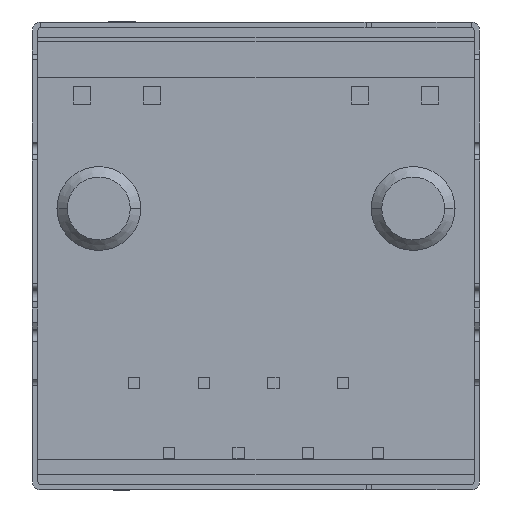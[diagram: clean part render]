
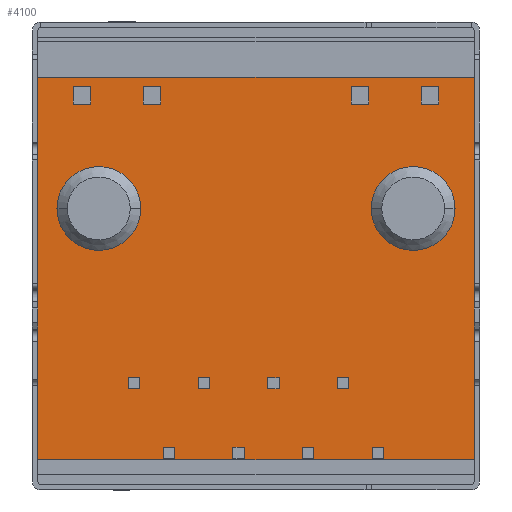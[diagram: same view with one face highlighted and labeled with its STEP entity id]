
A CAD part, front view. The second image highlights one B-rep face of the part: STEP entity #4100.
In plain terms, the highlighted planar face has unit normal (0, -1, 0).
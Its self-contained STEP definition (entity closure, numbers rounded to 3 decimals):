
#178 = CIRCLE ( 'NONE', #1502, 1.524 ) ;
#466 = CIRCLE ( 'NONE', #9137, 1.524 ) ;
#471 = EDGE_CURVE ( 'NONE', #5281, #9345, #5150, .T. ) ;
#887 = CARTESIAN_POINT ( 'NONE',  ( -7.928, 0.25, -7.409 ) ) ;
#938 = ORIENTED_EDGE ( 'NONE', *, *, #1565, .F. ) ;
#989 = VERTEX_POINT ( 'NONE', #9167 ) ;
#1091 = ORIENTED_EDGE ( 'NONE', *, *, #4716, .F. ) ;
#1189 = VECTOR ( 'NONE', #6849, 1000. ) ;
#1427 = DIRECTION ( 'NONE',  ( 0., 0., 1. ) ) ;
#1445 = CARTESIAN_POINT ( 'NONE',  ( -7.928, 0.25, 6.505 ) ) ;
#1502 = AXIS2_PLACEMENT_3D ( 'NONE', #2670, #9732, #8041 ) ;
#1565 = EDGE_CURVE ( 'NONE', #989, #1696, #4278, .T. ) ;
#1684 = ORIENTED_EDGE ( 'NONE', *, *, #471, .F. ) ;
#1696 = VERTEX_POINT ( 'NONE', #1445 ) ;
#2271 = DIRECTION ( 'NONE',  ( -1., 0., 0. ) ) ;
#2318 = FACE_BOUND ( 'NONE', #7531, .T. ) ;
#2670 = CARTESIAN_POINT ( 'NONE',  ( -5.715, 0.25, 1.727 ) ) ;
#3048 = FACE_BOUND ( 'NONE', #6686, .T. ) ;
#3263 = DIRECTION ( 'NONE',  ( 0., 0., 1. ) ) ;
#3301 = VERTEX_POINT ( 'NONE', #6071 ) ;
#3369 = DIRECTION ( 'NONE',  ( 0., -1., 0. ) ) ;
#3436 = LINE ( 'NONE', #9618, #3738 ) ;
#3509 = DIRECTION ( 'NONE',  ( 0., -1., 0. ) ) ;
#3554 = LINE ( 'NONE', #6688, #7846 ) ;
#3686 = ORIENTED_EDGE ( 'NONE', *, *, #7825, .F. ) ;
#3738 = VECTOR ( 'NONE', #9562, 1000. ) ;
#4085 = CARTESIAN_POINT ( 'NONE',  ( -5.715, 0.25, 1.727 ) ) ;
#4100 = ADVANCED_FACE ( 'NONE', ( #7707, #2318, #3048 ), #6180, .F. ) ;
#4278 = LINE ( 'NONE', #887, #9398 ) ;
#4493 = CARTESIAN_POINT ( 'NONE',  ( -7.239, 0.25, 1.727 ) ) ;
#4591 = CARTESIAN_POINT ( 'NONE',  ( -31.717, 0.25, -7.409 ) ) ;
#4716 = EDGE_CURVE ( 'NONE', #3301, #5769, #178, .T. ) ;
#5092 = DIRECTION ( 'NONE',  ( -1., 0., 0. ) ) ;
#5150 = CIRCLE ( 'NONE', #7110, 1.524 ) ;
#5281 = VERTEX_POINT ( 'NONE', #9050 ) ;
#5514 = CIRCLE ( 'NONE', #8614, 1.524 ) ;
#5762 = EDGE_CURVE ( 'NONE', #8550, #989, #6075, .T. ) ;
#5769 = VERTEX_POINT ( 'NONE', #4493 ) ;
#5836 = DIRECTION ( 'NONE',  ( -1., 0., 0. ) ) ;
#6021 = EDGE_CURVE ( 'NONE', #9345, #5281, #5514, .T. ) ;
#6070 = DIRECTION ( 'NONE',  ( -1., 0., 0. ) ) ;
#6071 = CARTESIAN_POINT ( 'NONE',  ( -4.191, 0.25, 1.727 ) ) ;
#6075 = LINE ( 'NONE', #4591, #1189 ) ;
#6100 = EDGE_LOOP ( 'NONE', ( #938, #8838, #7564, #6201 ) ) ;
#6180 = PLANE ( 'NONE',  #9666 ) ;
#6201 = ORIENTED_EDGE ( 'NONE', *, *, #7462, .F. ) ;
#6571 = CARTESIAN_POINT ( 'NONE',  ( 7.928, 0.25, -7.409 ) ) ;
#6686 = EDGE_LOOP ( 'NONE', ( #9148, #1684 ) ) ;
#6688 = CARTESIAN_POINT ( 'NONE',  ( 7.928, 0.25, 0. ) ) ;
#6849 = DIRECTION ( 'NONE',  ( -1., 0., 0. ) ) ;
#7110 = AXIS2_PLACEMENT_3D ( 'NONE', #7240, #3509, #6070 ) ;
#7240 = CARTESIAN_POINT ( 'NONE',  ( 5.715, 0.25, 1.727 ) ) ;
#7341 = CARTESIAN_POINT ( 'NONE',  ( 7.928, 0.25, 6.505 ) ) ;
#7462 = EDGE_CURVE ( 'NONE', #1696, #8237, #3436, .T. ) ;
#7531 = EDGE_LOOP ( 'NONE', ( #3686, #1091 ) ) ;
#7564 = ORIENTED_EDGE ( 'NONE', *, *, #8963, .T. ) ;
#7707 = FACE_OUTER_BOUND ( 'NONE', #6100, .T. ) ;
#7825 = EDGE_CURVE ( 'NONE', #5769, #3301, #466, .T. ) ;
#7846 = VECTOR ( 'NONE', #1427, 1000. ) ;
#7997 = DIRECTION ( 'NONE',  ( 0., -1., 0. ) ) ;
#8041 = DIRECTION ( 'NONE',  ( -1., 0., 0. ) ) ;
#8237 = VERTEX_POINT ( 'NONE', #7341 ) ;
#8247 = CARTESIAN_POINT ( 'NONE',  ( 4.191, 0.25, 1.727 ) ) ;
#8536 = CARTESIAN_POINT ( 'NONE',  ( -31.717, 0.25, -7.409 ) ) ;
#8550 = VERTEX_POINT ( 'NONE', #6571 ) ;
#8614 = AXIS2_PLACEMENT_3D ( 'NONE', #8824, #7997, #5092 ) ;
#8824 = CARTESIAN_POINT ( 'NONE',  ( 5.715, 0.25, 1.727 ) ) ;
#8838 = ORIENTED_EDGE ( 'NONE', *, *, #5762, .F. ) ;
#8963 = EDGE_CURVE ( 'NONE', #8550, #8237, #3554, .T. ) ;
#9050 = CARTESIAN_POINT ( 'NONE',  ( 7.239, 0.25, 1.727 ) ) ;
#9137 = AXIS2_PLACEMENT_3D ( 'NONE', #4085, #3369, #5836 ) ;
#9148 = ORIENTED_EDGE ( 'NONE', *, *, #6021, .F. ) ;
#9167 = CARTESIAN_POINT ( 'NONE',  ( -7.928, 0.25, -7.409 ) ) ;
#9288 = DIRECTION ( 'NONE',  ( 0., 1., 0. ) ) ;
#9345 = VERTEX_POINT ( 'NONE', #8247 ) ;
#9398 = VECTOR ( 'NONE', #3263, 1000. ) ;
#9562 = DIRECTION ( 'NONE',  ( 1., 0., 0. ) ) ;
#9618 = CARTESIAN_POINT ( 'NONE',  ( -31.717, 0.25, 6.505 ) ) ;
#9666 = AXIS2_PLACEMENT_3D ( 'NONE', #8536, #9288, #2271 ) ;
#9732 = DIRECTION ( 'NONE',  ( 0., -1., 0. ) ) ;
